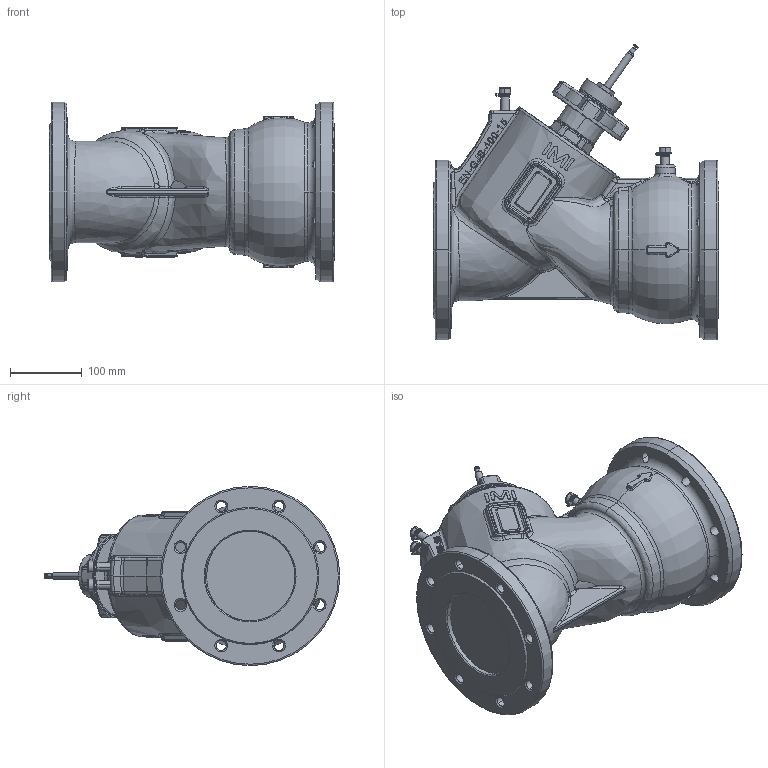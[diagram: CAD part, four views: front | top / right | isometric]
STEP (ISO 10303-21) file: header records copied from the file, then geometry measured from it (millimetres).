
FILE_DESCRIPTION (( 'STEP AP203' ), '1' );
FILE_NAME ('TA-MODULATOR DN125.step', '2020-01-09T12:39:41', ( '' ), ( '' ), 'SwSTEP 2.0', 'SolidWorks 2019', '' );
FILE_SCHEMA (( 'CONFIG_CONTROL_DESIGN' ));
Length unit declared in the file: millimetre
Products named in the file (1): TA-MODULATOR DN125
Bounding box: 398.5 x 411.99 x 250 mm (x, y, z)
Volume: 12050906 mm3; surface area: 629701.3 mm2
Topology: 12 solids, 19 shells, 2020 faces, 5078 edges, 3154 vertices
Faces by surface type: plane 675, cylinder 447, bspline 414, cone 302, torus 162, sphere 20
Entity records: 152237 total; most frequent: CARTESIAN_POINT 106741, ORIENTED_EDGE 10056, DIRECTION 8651, EDGE_CURVE 5028, AXIS2_PLACEMENT_3D 3275, VERTEX_POINT 3154, EDGE_LOOP 2184, VECTOR 2101
